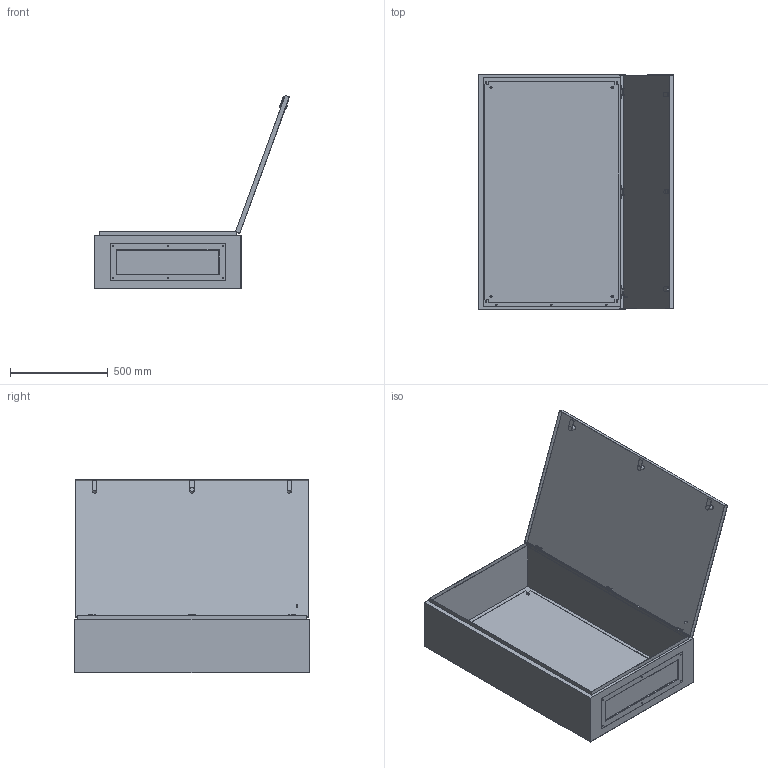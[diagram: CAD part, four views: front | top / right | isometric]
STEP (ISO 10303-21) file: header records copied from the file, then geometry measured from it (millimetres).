
FILE_DESCRIPTION (( 'STEP AP214' ), '1' );
FILE_NAME ('SHMP GEN IP54.SLDASM6.STEP', '2021-03-19T07:23:20', ( '' ), ( '' ), 'SwSTEP 2.0', 'SolidWorks 2017', '' );
FILE_SCHEMA (( 'AUTOMOTIVE_DESIGN' ));
Length unit declared in the file: millimetre
Products named in the file (7): Gaika_8; Kryshka_1; Mont.Panel_6; Dver_6; Gaika_6; Obolochka_SHMP_6; SHMP GEN IP54.SLDASM6
Assembly tree (14 placements, depth 2):
  SHMP GEN IP54.SLDASM6
    Obolochka_SHMP_6
    Mont.Panel_6
    Dver_6
    Kryshka_1
    Gaika_8  x4
    Gaika_6  x6
Bounding box: 998.05 x 1200 x 990.04 mm (x, y, z)
Volume: 4061406.9 mm3; surface area: 8031389.6 mm2
Topology: 23 solids, 23 shells, 421 faces, 1008 edges, 662 vertices
Faces by surface type: plane 265, cylinder 126, cone 30
Entity records: 10421 total; most frequent: DIRECTION 1788, CARTESIAN_POINT 1708, ORIENTED_EDGE 1632, EDGE_CURVE 816, AXIS2_PLACEMENT_3D 614, VECTOR 560, LINE 560, VERTEX_POINT 534
